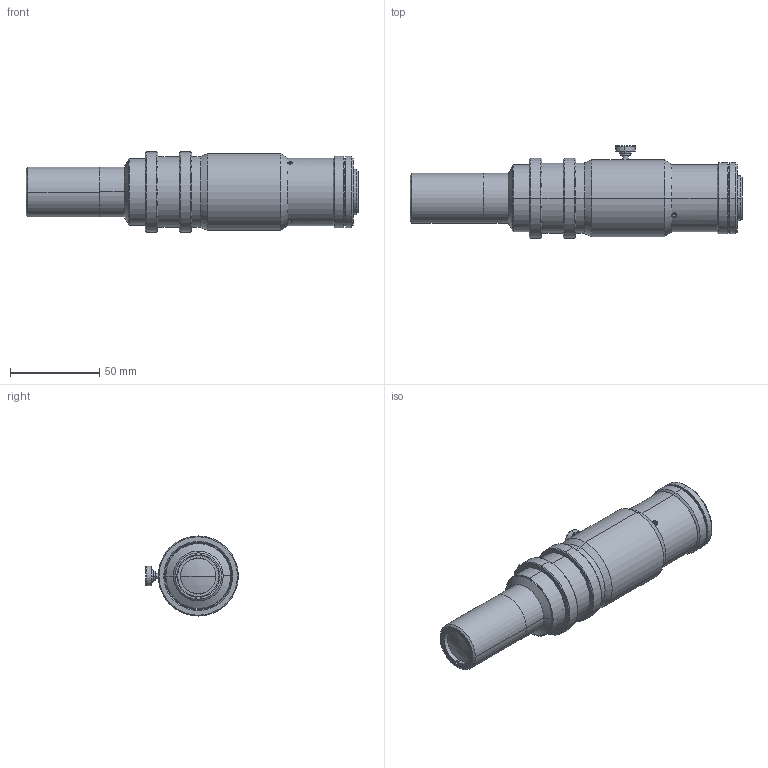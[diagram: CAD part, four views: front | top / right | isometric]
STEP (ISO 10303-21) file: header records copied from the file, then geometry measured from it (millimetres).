
FILE_DESCRIPTION (( 'STEP AP203' ), '1' );
FILE_NAME ('DP31025_TC4M007-C.step', '2021-10-06T10:16:30', ( '' ), ( '' ), 'SwSTEP 2.0', 'SolidWorks 2021', '' );
FILE_SCHEMA (( 'CONFIG_CONTROL_DESIGN' ));
Length unit declared in the file: millimetre
Products named in the file (1): DP31025_TC4M007-C
Bounding box: 186.31 x 52 x 45 mm (x, y, z)
Surface area: 36343.5 mm2 (no closed solid volume)
Topology: 0 solids, 24 shells, 145 faces, 386 edges, 265 vertices
Faces by surface type: cylinder 54, plane 49, cone 36, torus 4, sphere 2
Entity records: 4888 total; most frequent: CARTESIAN_POINT 1085, DIRECTION 870, ORIENTED_EDGE 630, EDGE_CURVE 386, AXIS2_PLACEMENT_3D 352, VERTEX_POINT 265, CIRCLE 206, EDGE_LOOP 177
